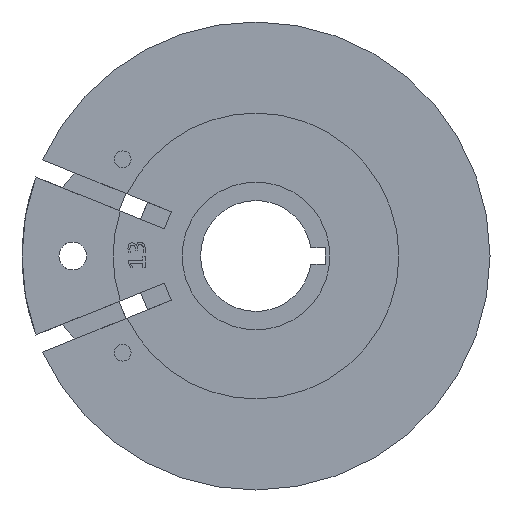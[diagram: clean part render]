
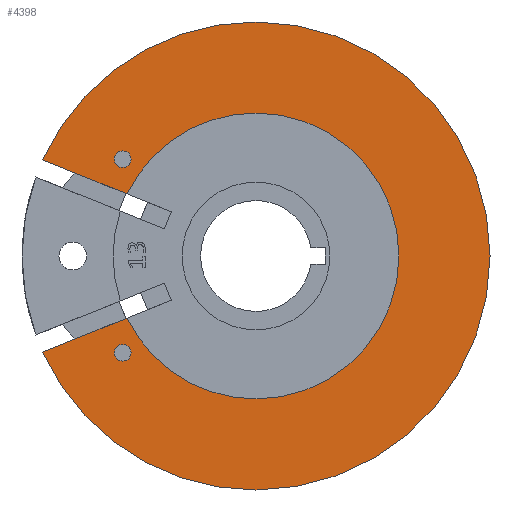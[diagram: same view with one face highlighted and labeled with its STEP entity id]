
A CAD part, left-side view. The second image highlights one B-rep face of the part: STEP entity #4398.
In plain terms, the highlighted planar face has unit normal (-1, 0, 0).
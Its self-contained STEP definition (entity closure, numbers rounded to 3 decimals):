
#183 = AXIS2_PLACEMENT_3D ( 'NONE', #4075, #1738, #1309 ) ;
#187 = PLANE ( 'NONE',  #2425 ) ;
#191 = CARTESIAN_POINT ( 'NONE',  ( 1.6, 0., 0. ) ) ;
#199 = AXIS2_PLACEMENT_3D ( 'NONE', #3216, #1935, #2606 ) ;
#283 = CIRCLE ( 'NONE', #3511, 25.325 ) ;
#327 = DIRECTION ( 'NONE',  ( 0., 0., 1. ) ) ;
#374 = CIRCLE ( 'NONE', #3233, 15.475 ) ;
#384 = CARTESIAN_POINT ( 'NONE',  ( 1.6, 0., 25.325 ) ) ;
#393 = CARTESIAN_POINT ( 'NONE',  ( 1.6, 0., 0. ) ) ;
#415 = DIRECTION ( 'NONE',  ( 0., 0., 1. ) ) ;
#440 = EDGE_CURVE ( 'NONE', #3160, #2501, #374, .T. ) ;
#530 = CARTESIAN_POINT ( 'NONE',  ( 1.6, 14.421, 9.577 ) ) ;
#536 = CARTESIAN_POINT ( 'NONE',  ( 1.6, -0.375, 0.927 ) ) ;
#597 = DIRECTION ( 'NONE',  ( 0., 0., 1. ) ) ;
#608 = AXIS2_PLACEMENT_3D ( 'NONE', #2875, #2895, #4240 ) ;
#689 = ORIENTED_EDGE ( 'NONE', *, *, #3183, .T. ) ;
#744 = EDGE_LOOP ( 'NONE', ( #3374, #689, #1671, #2274, #926, #855, #2008, #2714 ) ) ;
#855 = ORIENTED_EDGE ( 'NONE', *, *, #3622, .T. ) ;
#895 = DIRECTION ( 'NONE',  ( 0., -0.927, -0.375 ) ) ;
#926 = ORIENTED_EDGE ( 'NONE', *, *, #1887, .T. ) ;
#936 = CARTESIAN_POINT ( 'NONE',  ( 1.6, 13.944, 6.712 ) ) ;
#969 = CARTESIAN_POINT ( 'NONE',  ( 1.6, 14.421, 11.377 ) ) ;
#977 = DIRECTION ( 'NONE',  ( 0., 0., 1. ) ) ;
#1006 = CARTESIAN_POINT ( 'NONE',  ( 1.6, 14.421, -11.377 ) ) ;
#1016 = VECTOR ( 'NONE', #895, 1000. ) ;
#1150 = CARTESIAN_POINT ( 'NONE',  ( 1.6, -0.375, -0.927 ) ) ;
#1154 = VERTEX_POINT ( 'NONE', #1006 ) ;
#1259 = DIRECTION ( 'NONE',  ( -1., 0., 0. ) ) ;
#1260 = EDGE_LOOP ( 'NONE', ( #1690, #3421 ) ) ;
#1300 = AXIS2_PLACEMENT_3D ( 'NONE', #3702, #2040, #977 ) ;
#1309 = DIRECTION ( 'NONE',  ( 0., 0., 1. ) ) ;
#1458 = CIRCLE ( 'NONE', #608, 0.9 ) ;
#1494 = DIRECTION ( 'NONE',  ( -1., 0., 0. ) ) ;
#1506 = FACE_BOUND ( 'NONE', #2469, .T. ) ;
#1671 = ORIENTED_EDGE ( 'NONE', *, *, #3291, .T. ) ;
#1685 = VERTEX_POINT ( 'NONE', #3520 ) ;
#1690 = ORIENTED_EDGE ( 'NONE', *, *, #2363, .T. ) ;
#1738 = DIRECTION ( 'NONE',  ( -1., 0., 0. ) ) ;
#1751 = EDGE_CURVE ( 'NONE', #1685, #2641, #283, .T. ) ;
#1758 = CIRCLE ( 'NONE', #183, 15.475 ) ;
#1781 = LINE ( 'NONE', #1150, #3490 ) ;
#1848 = DIRECTION ( 'NONE',  ( 0., 0.927, -0.375 ) ) ;
#1887 = EDGE_CURVE ( 'NONE', #2641, #4288, #4286, .T. ) ;
#1935 = DIRECTION ( 'NONE',  ( -1., 0., 0. ) ) ;
#2008 = ORIENTED_EDGE ( 'NONE', *, *, #440, .F. ) ;
#2027 = AXIS2_PLACEMENT_3D ( 'NONE', #3814, #3502, #3899 ) ;
#2030 = CARTESIAN_POINT ( 'NONE',  ( 1.6, 14.421, -10.477 ) ) ;
#2040 = DIRECTION ( 'NONE',  ( 1., 0., 0. ) ) ;
#2123 = CARTESIAN_POINT ( 'NONE',  ( 1.6, 0., 15.475 ) ) ;
#2252 = VERTEX_POINT ( 'NONE', #3442 ) ;
#2274 = ORIENTED_EDGE ( 'NONE', *, *, #1751, .T. ) ;
#2363 = EDGE_CURVE ( 'NONE', #3139, #1154, #1458, .T. ) ;
#2367 = CARTESIAN_POINT ( 'NONE',  ( 1.6, 0., -15.475 ) ) ;
#2425 = AXIS2_PLACEMENT_3D ( 'NONE', #3628, #4289, #3559 ) ;
#2469 = EDGE_LOOP ( 'NONE', ( #2893, #3109 ) ) ;
#2501 = VERTEX_POINT ( 'NONE', #936 ) ;
#2606 = DIRECTION ( 'NONE',  ( 0., 0., 1. ) ) ;
#2609 = DIRECTION ( 'NONE',  ( -1., 0., 0. ) ) ;
#2641 = VERTEX_POINT ( 'NONE', #384 ) ;
#2687 = VERTEX_POINT ( 'NONE', #4131 ) ;
#2714 = ORIENTED_EDGE ( 'NONE', *, *, #3011, .F. ) ;
#2821 = CIRCLE ( 'NONE', #2027, 0.9 ) ;
#2864 = CARTESIAN_POINT ( 'NONE',  ( 1.6, 23.088, 10.407 ) ) ;
#2875 = CARTESIAN_POINT ( 'NONE',  ( 1.6, 14.421, -10.477 ) ) ;
#2893 = ORIENTED_EDGE ( 'NONE', *, *, #3735, .T. ) ;
#2895 = DIRECTION ( 'NONE',  ( 1., 0., 0. ) ) ;
#2921 = FACE_BOUND ( 'NONE', #1260, .T. ) ;
#3011 = EDGE_CURVE ( 'NONE', #3367, #3160, #1758, .T. ) ;
#3109 = ORIENTED_EDGE ( 'NONE', *, *, #3818, .T. ) ;
#3139 = VERTEX_POINT ( 'NONE', #3477 ) ;
#3160 = VERTEX_POINT ( 'NONE', #2123 ) ;
#3169 = AXIS2_PLACEMENT_3D ( 'NONE', #4336, #1259, #4249 ) ;
#3183 = EDGE_CURVE ( 'NONE', #2252, #2687, #1781, .T. ) ;
#3205 = CARTESIAN_POINT ( 'NONE',  ( 1.6, 0., 0. ) ) ;
#3216 = CARTESIAN_POINT ( 'NONE',  ( 1.6, 0., 0. ) ) ;
#3233 = AXIS2_PLACEMENT_3D ( 'NONE', #3205, #1494, #3838 ) ;
#3234 = CIRCLE ( 'NONE', #1300, 0.9 ) ;
#3291 = EDGE_CURVE ( 'NONE', #2687, #1685, #3887, .T. ) ;
#3298 = LINE ( 'NONE', #536, #1016 ) ;
#3367 = VERTEX_POINT ( 'NONE', #2367 ) ;
#3374 = ORIENTED_EDGE ( 'NONE', *, *, #4327, .F. ) ;
#3380 = VERTEX_POINT ( 'NONE', #969 ) ;
#3385 = AXIS2_PLACEMENT_3D ( 'NONE', #2030, #3401, #327 ) ;
#3401 = DIRECTION ( 'NONE',  ( 1., 0., 0. ) ) ;
#3409 = EDGE_CURVE ( 'NONE', #1154, #3139, #3463, .T. ) ;
#3421 = ORIENTED_EDGE ( 'NONE', *, *, #3409, .T. ) ;
#3442 = CARTESIAN_POINT ( 'NONE',  ( 1.6, 13.944, -6.712 ) ) ;
#3463 = CIRCLE ( 'NONE', #3385, 0.9 ) ;
#3477 = CARTESIAN_POINT ( 'NONE',  ( 1.6, 14.421, -9.577 ) ) ;
#3490 = VECTOR ( 'NONE', #1848, 1000. ) ;
#3502 = DIRECTION ( 'NONE',  ( 1., 0., 0. ) ) ;
#3511 = AXIS2_PLACEMENT_3D ( 'NONE', #191, #2609, #597 ) ;
#3520 = CARTESIAN_POINT ( 'NONE',  ( 1.6, 0., -25.325 ) ) ;
#3559 = DIRECTION ( 'NONE',  ( 0., 0., 1. ) ) ;
#3622 = EDGE_CURVE ( 'NONE', #4288, #2501, #3298, .T. ) ;
#3628 = CARTESIAN_POINT ( 'NONE',  ( 1.6, 0., 0. ) ) ;
#3702 = CARTESIAN_POINT ( 'NONE',  ( 1.6, 14.421, 10.477 ) ) ;
#3735 = EDGE_CURVE ( 'NONE', #3380, #3945, #3234, .T. ) ;
#3814 = CARTESIAN_POINT ( 'NONE',  ( 1.6, 14.421, 10.477 ) ) ;
#3818 = EDGE_CURVE ( 'NONE', #3945, #3380, #2821, .T. ) ;
#3838 = DIRECTION ( 'NONE',  ( 0., 0., 1. ) ) ;
#3887 = CIRCLE ( 'NONE', #3169, 25.325 ) ;
#3899 = DIRECTION ( 'NONE',  ( 0., 0., 1. ) ) ;
#3945 = VERTEX_POINT ( 'NONE', #530 ) ;
#4004 = FACE_OUTER_BOUND ( 'NONE', #744, .T. ) ;
#4075 = CARTESIAN_POINT ( 'NONE',  ( 1.6, 0., 0. ) ) ;
#4131 = CARTESIAN_POINT ( 'NONE',  ( 1.6, 23.088, -10.407 ) ) ;
#4182 = DIRECTION ( 'NONE',  ( -1., 0., 0. ) ) ;
#4240 = DIRECTION ( 'NONE',  ( 0., 0., 1. ) ) ;
#4249 = DIRECTION ( 'NONE',  ( 0., 0., 1. ) ) ;
#4286 = CIRCLE ( 'NONE', #4431, 25.325 ) ;
#4288 = VERTEX_POINT ( 'NONE', #2864 ) ;
#4289 = DIRECTION ( 'NONE',  ( -1., 0., 0. ) ) ;
#4327 = EDGE_CURVE ( 'NONE', #2252, #3367, #4418, .T. ) ;
#4336 = CARTESIAN_POINT ( 'NONE',  ( 1.6, 0., 0. ) ) ;
#4398 = ADVANCED_FACE ( 'NONE', ( #2921, #1506, #4004 ), #187, .T. ) ;
#4418 = CIRCLE ( 'NONE', #199, 15.475 ) ;
#4431 = AXIS2_PLACEMENT_3D ( 'NONE', #393, #4182, #415 ) ;
